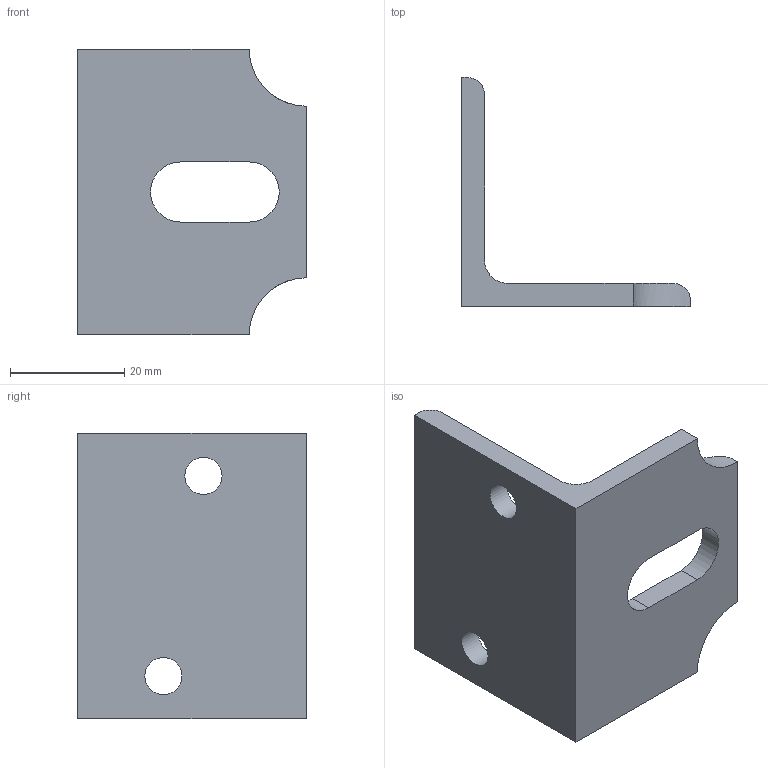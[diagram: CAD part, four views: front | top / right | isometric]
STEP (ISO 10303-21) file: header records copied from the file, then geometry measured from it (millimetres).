
FILE_DESCRIPTION((''),'2;1');
FILE_NAME('9013.stp','2009-06-03T16:11:54',('Didierr'),(''),'Autodesk Inventor 2009','Autodesk Inventor 2009','');
FILE_SCHEMA(('AUTOMOTIVE_DESIGN { 1 0 10303 214 1 1 1 1 }'));
Length unit declared in the file: millimetre
Products named in the file (1): 9013
Bounding box: 40 x 40 x 50 mm (x, y, z)
Volume: 13472.9 mm3; surface area: 7903.2 mm2
Topology: 1 solids, 1 shells, 19 faces, 53 edges, 36 vertices
Faces by surface type: plane 10, cylinder 7, bspline 2
Entity records: 681 total; most frequent: CARTESIAN_POINT 167, DIRECTION 99, ORIENTED_EDGE 98, EDGE_CURVE 49, AXIS2_PLACEMENT_3D 34, VERTEX_POINT 34, VECTOR 31, LINE 31
